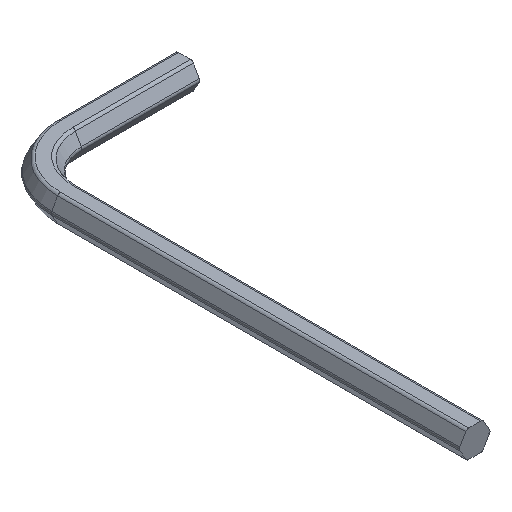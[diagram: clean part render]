
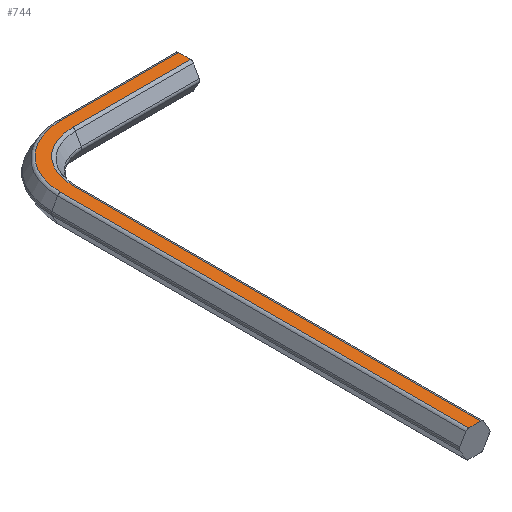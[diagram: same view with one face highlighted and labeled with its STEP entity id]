
A CAD part, isometric view. The second image highlights one B-rep face of the part: STEP entity #744.
In plain terms, the highlighted planar face has unit normal (0, 0, 1).
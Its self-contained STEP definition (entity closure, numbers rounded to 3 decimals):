
#73=CARTESIAN_POINT('',(15.63,42.217,1.23));
#74=VERTEX_POINT('',#73);
#92=CARTESIAN_POINT('',(5.033,42.217,1.23));
#93=VERTEX_POINT('',#92);
#101=CARTESIAN_POINT('',(5.033,42.217,1.23));
#102=DIRECTION('',(1.0,0.0,0.0));
#103=VECTOR('',#102,10.597);
#104=LINE('',#101,#103);
#105=EDGE_CURVE('',#93,#74,#104,.T.);
#380=CARTESIAN_POINT('',(15.63,41.143,1.23));
#381=VERTEX_POINT('',#380);
#389=CARTESIAN_POINT('',(5.033,41.143,1.23));
#390=VERTEX_POINT('',#389);
#391=CARTESIAN_POINT('',(5.033,41.143,1.23));
#392=DIRECTION('',(1.0,0.0,0.0));
#393=VECTOR('',#392,10.597);
#394=LINE('',#391,#393);
#395=EDGE_CURVE('',#390,#381,#394,.T.);
#423=CARTESIAN_POINT('',(-0.537,36.646,1.23));
#424=VERTEX_POINT('',#423);
#432=CARTESIAN_POINT('',(5.033,36.646,1.23));
#433=DIRECTION('',(0.0,0.0,-1.0));
#434=DIRECTION('',(0.0,-1.0,0.0));
#435=AXIS2_PLACEMENT_3D('',#432,#433,#434);
#436=CIRCLE('',#435,5.57);
#437=EDGE_CURVE('',#424,#93,#436,.T.);
#660=CARTESIAN_POINT('',(0.537,36.646,1.23));
#661=VERTEX_POINT('',#660);
#662=CARTESIAN_POINT('',(5.033,36.646,1.23));
#663=DIRECTION('',(0.0,0.0,-1.0));
#664=DIRECTION('',(0.0,-1.0,0.0));
#665=AXIS2_PLACEMENT_3D('',#662,#663,#664);
#666=CIRCLE('',#665,4.497);
#667=EDGE_CURVE('',#661,#390,#666,.T.);
#686=CARTESIAN_POINT('',(0.537,0.0,1.23));
#687=VERTEX_POINT('',#686);
#688=CARTESIAN_POINT('',(0.537,0.0,1.23));
#689=DIRECTION('',(0.0,1.0,0.0));
#690=VECTOR('',#689,36.646);
#691=LINE('',#688,#690);
#692=EDGE_CURVE('',#687,#661,#691,.T.);
#712=CARTESIAN_POINT('',(0.537,0.0,1.23));
#713=DIRECTION('',(0.0,0.0,1.0));
#714=DIRECTION('',(1.0,0.0,0.0));
#715=AXIS2_PLACEMENT_3D('',#712,#713,#714);
#716=PLANE('',#715);
#717=CARTESIAN_POINT('',(-0.537,0.0,1.23));
#718=VERTEX_POINT('',#717);
#719=CARTESIAN_POINT('',(-0.537,0.0,1.23));
#720=DIRECTION('',(0.0,1.0,0.0));
#721=VECTOR('',#720,36.646);
#722=LINE('',#719,#721);
#723=EDGE_CURVE('',#718,#424,#722,.T.);
#724=ORIENTED_EDGE('',*,*,#723,.F.);
#725=CARTESIAN_POINT('',(-0.537,0.0,1.23));
#726=DIRECTION('',(1.0,0.0,0.0));
#727=VECTOR('',#726,1.074);
#728=LINE('',#725,#727);
#729=EDGE_CURVE('',#718,#687,#728,.T.);
#730=ORIENTED_EDGE('',*,*,#729,.T.);
#731=ORIENTED_EDGE('',*,*,#692,.T.);
#732=ORIENTED_EDGE('',*,*,#667,.T.);
#733=ORIENTED_EDGE('',*,*,#395,.T.);
#734=CARTESIAN_POINT('',(15.63,41.143,1.23));
#735=DIRECTION('',(0.0,1.0,0.0));
#736=VECTOR('',#735,1.074);
#737=LINE('',#734,#736);
#738=EDGE_CURVE('',#381,#74,#737,.T.);
#739=ORIENTED_EDGE('',*,*,#738,.T.);
#740=ORIENTED_EDGE('',*,*,#105,.F.);
#741=ORIENTED_EDGE('',*,*,#437,.F.);
#742=EDGE_LOOP('',(#724,#730,#731,#732,#733,#739,#740,#741));
#743=FACE_OUTER_BOUND('',#742,.T.);
#744=ADVANCED_FACE('',(#743),#716,.T.);
